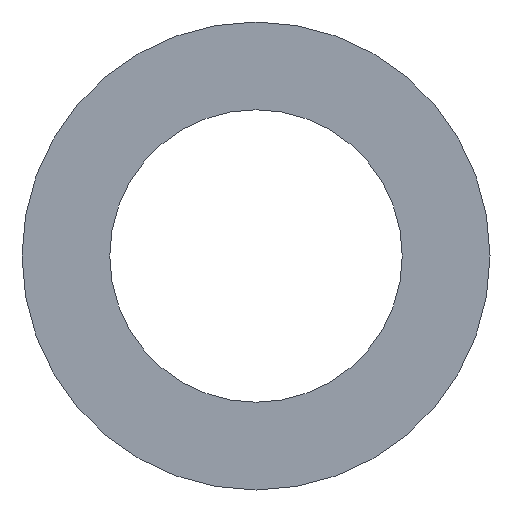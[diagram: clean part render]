
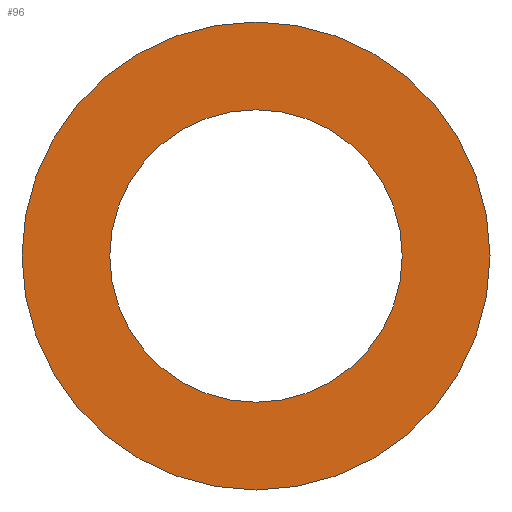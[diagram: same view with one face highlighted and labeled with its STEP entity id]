
A CAD part, front view. The second image highlights one B-rep face of the part: STEP entity #96.
In plain terms, the highlighted planar face has unit normal (0, -1, 0).
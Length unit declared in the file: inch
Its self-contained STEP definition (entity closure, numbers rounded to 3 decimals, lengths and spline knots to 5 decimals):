
#2 = FACE_OUTER_BOUND ( 'NONE', #145, .T. ) ;
#3 = CARTESIAN_POINT ( 'NONE',  ( 0., 0., 0.3125 ) ) ;
#9 = DIRECTION ( 'NONE',  ( 0., 0., 1. ) ) ;
#10 = EDGE_LOOP ( 'NONE', ( #176, #94 ) ) ;
#29 = CARTESIAN_POINT ( 'NONE',  ( 0., 0., 0. ) ) ;
#30 = CARTESIAN_POINT ( 'NONE',  ( 0., 0., 0. ) ) ;
#36 = ORIENTED_EDGE ( 'NONE', *, *, #138, .F. ) ;
#40 = EDGE_CURVE ( 'NONE', #225, #179, #155, .T. ) ;
#46 = DIRECTION ( 'NONE',  ( 0., 1., 0. ) ) ;
#65 = VERTEX_POINT ( 'NONE', #213 ) ;
#71 = DIRECTION ( 'NONE',  ( 0., 0., 1. ) ) ;
#94 = ORIENTED_EDGE ( 'NONE', *, *, #279, .T. ) ;
#96 = ADVANCED_FACE ( 'NONE', ( #2, #235 ), #123, .F. ) ;
#98 = CIRCLE ( 'NONE', #156, 0.5 ) ;
#101 = CARTESIAN_POINT ( 'NONE',  ( 0., 0., -0.3125 ) ) ;
#104 = CIRCLE ( 'NONE', #208, 0.5 ) ;
#105 = DIRECTION ( 'NONE',  ( 0., 1., 0. ) ) ;
#123 = PLANE ( 'NONE',  #289 ) ;
#138 = EDGE_CURVE ( 'NONE', #65, #194, #104, .T. ) ;
#145 = EDGE_LOOP ( 'NONE', ( #210, #36 ) ) ;
#147 = DIRECTION ( 'NONE',  ( 0., 0., 1. ) ) ;
#152 = DIRECTION ( 'NONE',  ( 0., 0., 1. ) ) ;
#155 = CIRCLE ( 'NONE', #173, 0.3125 ) ;
#156 = AXIS2_PLACEMENT_3D ( 'NONE', #252, #177, #152 ) ;
#169 = CIRCLE ( 'NONE', #206, 0.3125 ) ;
#173 = AXIS2_PLACEMENT_3D ( 'NONE', #282, #239, #71 ) ;
#176 = ORIENTED_EDGE ( 'NONE', *, *, #40, .T. ) ;
#177 = DIRECTION ( 'NONE',  ( 0., 1., 0. ) ) ;
#179 = VERTEX_POINT ( 'NONE', #101 ) ;
#194 = VERTEX_POINT ( 'NONE', #291 ) ;
#206 = AXIS2_PLACEMENT_3D ( 'NONE', #30, #105, #9 ) ;
#208 = AXIS2_PLACEMENT_3D ( 'NONE', #29, #288, #147 ) ;
#210 = ORIENTED_EDGE ( 'NONE', *, *, #258, .F. ) ;
#213 = CARTESIAN_POINT ( 'NONE',  ( 0., 0., -0.5 ) ) ;
#225 = VERTEX_POINT ( 'NONE', #3 ) ;
#235 = FACE_BOUND ( 'NONE', #10, .T. ) ;
#239 = DIRECTION ( 'NONE',  ( 0., 1., 0. ) ) ;
#246 = CARTESIAN_POINT ( 'NONE',  ( 0.3125, 0., 0. ) ) ;
#252 = CARTESIAN_POINT ( 'NONE',  ( 0., 0., 0. ) ) ;
#258 = EDGE_CURVE ( 'NONE', #194, #65, #98, .T. ) ;
#266 = DIRECTION ( 'NONE',  ( 0., 0., 1. ) ) ;
#279 = EDGE_CURVE ( 'NONE', #179, #225, #169, .T. ) ;
#282 = CARTESIAN_POINT ( 'NONE',  ( 0., 0., 0. ) ) ;
#288 = DIRECTION ( 'NONE',  ( 0., 1., 0. ) ) ;
#289 = AXIS2_PLACEMENT_3D ( 'NONE', #246, #46, #266 ) ;
#291 = CARTESIAN_POINT ( 'NONE',  ( 0., 0., 0.5 ) ) ;
